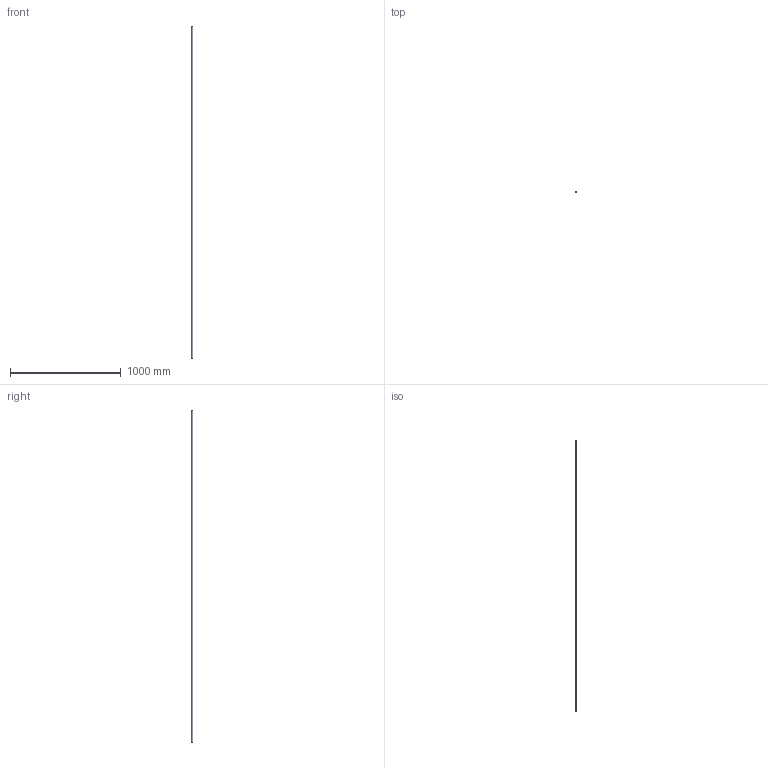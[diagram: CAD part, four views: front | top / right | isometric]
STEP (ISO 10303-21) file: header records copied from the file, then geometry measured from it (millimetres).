
FILE_DESCRIPTION (( 'STEP AP203' ), '1' );
FILE_NAME ('57100-240.step', '2024-04-29T09:32:01', ( '' ), ( '' ), 'SwSTEP 2.0', 'SolidWorks 2018', '' );
FILE_SCHEMA (( 'CONFIG_CONTROL_DESIGN' ));
Length unit declared in the file: millimetre
Products named in the file (1): 57100-240
Bounding box: 12 x 12 x 3000 mm (x, y, z)
Volume: 339291.7 mm3; surface area: 113330.4 mm2
Topology: 1 solids, 1 shells, 262 faces, 707 edges, 464 vertices
Faces by surface type: bspline 120, plane 110, cylinder 32
Full cylindrical faces by diameter (mm): 12 x1
Entity records: 14592 total; most frequent: CARTESIAN_POINT 9112, ORIENTED_EDGE 1372, EDGE_CURVE 686, DIRECTION 683, VERTEX_POINT 458, B_SPLINE_CURVE_WITH_KNOTS 385, EDGE_LOOP 282, FACE_OUTER_BOUND 257
